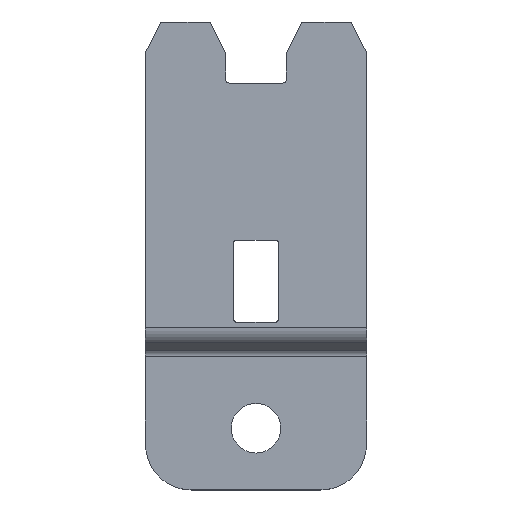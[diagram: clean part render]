
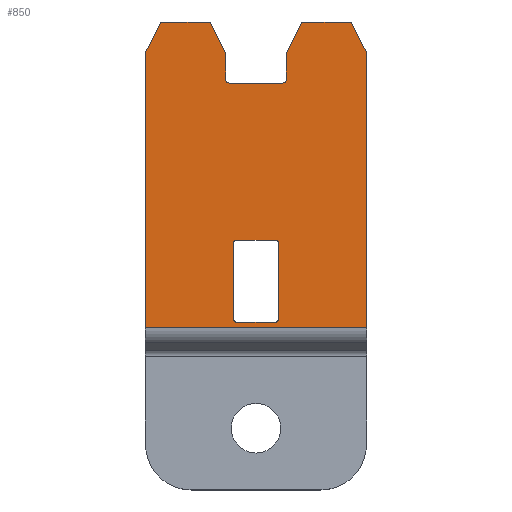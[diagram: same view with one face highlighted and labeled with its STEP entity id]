
A CAD part, top view. The second image highlights one B-rep face of the part: STEP entity #850.
In plain terms, the highlighted planar face has unit normal (0, 0, 1).
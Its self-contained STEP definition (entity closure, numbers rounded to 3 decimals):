
#115=DIRECTION('',(1.,0.,0.));
#116=VECTOR('',#115,29.);
#117=CARTESIAN_POINT('',(-14.5,-11.618,4.002));
#118=LINE('',#117,#116);
#133=DIRECTION('',(0.,1.,0.));
#134=VECTOR('',#133,9.785);
#135=CARTESIAN_POINT('',(-3.,-10.382,4.002));
#136=LINE('',#135,#134);
#137=CARTESIAN_POINT('',(-2.5,-10.382,4.002));
#138=DIRECTION('',(0.,0.,1.));
#139=DIRECTION('',(-1.,0.,0.));
#140=AXIS2_PLACEMENT_3D('',#137,#138,#139);
#142=DIRECTION('',(-1.,0.,0.));
#143=VECTOR('',#142,5.);
#144=CARTESIAN_POINT('',(2.5,-10.882,4.002));
#145=LINE('',#144,#143);
#146=CARTESIAN_POINT('',(2.5,-10.382,4.002));
#147=DIRECTION('',(0.,0.,1.));
#148=DIRECTION('',(0.,-1.,0.));
#149=AXIS2_PLACEMENT_3D('',#146,#147,#148);
#151=DIRECTION('',(0.,-1.,0.));
#152=VECTOR('',#151,9.785);
#153=CARTESIAN_POINT('',(3.,-0.597,4.002));
#154=LINE('',#153,#152);
#155=CARTESIAN_POINT('',(2.5,-0.597,4.002));
#156=DIRECTION('',(0.,0.,1.));
#157=DIRECTION('',(1.,0.,0.));
#158=AXIS2_PLACEMENT_3D('',#155,#156,#157);
#160=DIRECTION('',(1.,0.,0.));
#161=VECTOR('',#160,5.);
#162=CARTESIAN_POINT('',(-2.5,-0.097,4.002));
#163=LINE('',#162,#161);
#164=CARTESIAN_POINT('',(-2.5,-0.597,4.002));
#165=DIRECTION('',(0.,0.,1.));
#166=DIRECTION('',(0.,1.,0.));
#167=AXIS2_PLACEMENT_3D('',#164,#165,#166);
#169=DIRECTION('',(-1.,0.,0.));
#170=VECTOR('',#169,7.);
#171=CARTESIAN_POINT('',(3.5,20.5,4.002));
#172=LINE('',#171,#170);
#173=DIRECTION('',(0.,-1.,0.));
#174=VECTOR('',#173,3.5);
#175=CARTESIAN_POINT('',(4.,24.5,4.002));
#176=LINE('',#175,#174);
#177=DIRECTION('',(-0.447,-0.894,0.));
#178=VECTOR('',#177,4.475);
#179=CARTESIAN_POINT('',(6.001,28.503,4.002));
#180=LINE('',#179,#178);
#181=DIRECTION('',(-1.,0.,0.));
#182=VECTOR('',#181,6.499);
#183=CARTESIAN_POINT('',(12.5,28.503,4.002));
#184=LINE('',#183,#182);
#185=DIRECTION('',(-0.447,0.894,0.));
#186=VECTOR('',#185,4.472);
#187=CARTESIAN_POINT('',(14.5,24.503,4.002));
#188=LINE('',#187,#186);
#189=DIRECTION('',(0.,1.,0.));
#190=VECTOR('',#189,36.121);
#191=CARTESIAN_POINT('',(14.5,-11.618,4.002));
#192=LINE('',#191,#190);
#193=DIRECTION('',(0.,-1.,0.));
#194=VECTOR('',#193,36.121);
#195=CARTESIAN_POINT('',(-14.5,24.503,4.002));
#196=LINE('',#195,#194);
#197=DIRECTION('',(-0.447,-0.894,0.));
#198=VECTOR('',#197,4.472);
#199=CARTESIAN_POINT('',(-12.5,28.503,4.002));
#200=LINE('',#199,#198);
#201=DIRECTION('',(-1.,0.,0.));
#202=VECTOR('',#201,6.499);
#203=CARTESIAN_POINT('',(-6.001,28.503,4.002));
#204=LINE('',#203,#202);
#205=DIRECTION('',(0.447,-0.894,0.));
#206=VECTOR('',#205,4.475);
#207=CARTESIAN_POINT('',(-6.001,28.503,4.002));
#208=LINE('',#207,#206);
#209=DIRECTION('',(0.,1.,0.));
#210=VECTOR('',#209,3.5);
#211=CARTESIAN_POINT('',(-4.,21.,4.002));
#212=LINE('',#211,#210);
#338=CARTESIAN_POINT('',(3.5,21.,4.002));
#339=DIRECTION('',(0.,0.,-1.));
#340=DIRECTION('',(1.,0.,0.));
#341=AXIS2_PLACEMENT_3D('',#338,#339,#340);
#356=CARTESIAN_POINT('',(-3.5,21.,4.002));
#357=DIRECTION('',(0.,0.,-1.));
#358=DIRECTION('',(0.,-1.,0.));
#359=AXIS2_PLACEMENT_3D('',#356,#357,#358);
#493=CARTESIAN_POINT('',(-14.5,-11.618,4.002));
#494=CARTESIAN_POINT('',(14.5,-11.618,4.002));
#495=VERTEX_POINT('',#493);
#496=VERTEX_POINT('',#494);
#517=CARTESIAN_POINT('',(-3.,-10.382,4.002));
#518=CARTESIAN_POINT('',(-3.,-0.597,4.002));
#519=VERTEX_POINT('',#517);
#520=VERTEX_POINT('',#518);
#521=CARTESIAN_POINT('',(-2.5,-0.097,4.002));
#522=VERTEX_POINT('',#521);
#523=CARTESIAN_POINT('',(2.5,-0.097,4.002));
#524=VERTEX_POINT('',#523);
#525=CARTESIAN_POINT('',(3.,-0.597,4.002));
#526=VERTEX_POINT('',#525);
#527=CARTESIAN_POINT('',(3.,-10.382,4.002));
#528=VERTEX_POINT('',#527);
#529=CARTESIAN_POINT('',(2.5,-10.882,4.002));
#530=VERTEX_POINT('',#529);
#531=CARTESIAN_POINT('',(-2.5,-10.882,4.002));
#532=VERTEX_POINT('',#531);
#542=CARTESIAN_POINT('',(-6.001,28.503,4.002));
#544=VERTEX_POINT('',#542);
#551=CARTESIAN_POINT('',(-4.,24.5,4.002));
#552=VERTEX_POINT('',#551);
#553=CARTESIAN_POINT('',(6.001,28.503,4.002));
#554=CARTESIAN_POINT('',(4.,24.5,4.002));
#555=VERTEX_POINT('',#553);
#556=VERTEX_POINT('',#554);
#573=CARTESIAN_POINT('',(14.5,24.503,4.002));
#574=CARTESIAN_POINT('',(12.5,28.503,4.002));
#575=VERTEX_POINT('',#573);
#576=VERTEX_POINT('',#574);
#581=CARTESIAN_POINT('',(-12.5,28.503,4.002));
#582=CARTESIAN_POINT('',(-14.5,24.503,4.002));
#583=VERTEX_POINT('',#581);
#584=VERTEX_POINT('',#582);
#590=CARTESIAN_POINT('',(-4.,21.,4.002));
#592=VERTEX_POINT('',#590);
#594=CARTESIAN_POINT('',(-3.5,20.5,4.002));
#596=VERTEX_POINT('',#594);
#598=CARTESIAN_POINT('',(3.5,20.5,4.002));
#600=VERTEX_POINT('',#598);
#602=CARTESIAN_POINT('',(4.,21.,4.002));
#604=VERTEX_POINT('',#602);
#798=CARTESIAN_POINT('',(14.5,-12.784,4.002));
#799=DIRECTION('',(0.,0.,1.));
#800=DIRECTION('',(1.,0.,0.));
#801=AXIS2_PLACEMENT_3D('',#798,#799,#800);
#802=PLANE('',#801);
#804=ORIENTED_EDGE('',*,*,#803,.F.);
#806=ORIENTED_EDGE('',*,*,#805,.F.);
#808=ORIENTED_EDGE('',*,*,#807,.F.);
#810=ORIENTED_EDGE('',*,*,#809,.F.);
#812=ORIENTED_EDGE('',*,*,#811,.F.);
#814=ORIENTED_EDGE('',*,*,#813,.F.);
#816=ORIENTED_EDGE('',*,*,#815,.F.);
#817=ORIENTED_EDGE('',*,*,#788,.F.);
#819=ORIENTED_EDGE('',*,*,#818,.F.);
#821=ORIENTED_EDGE('',*,*,#820,.F.);
#823=ORIENTED_EDGE('',*,*,#822,.F.);
#825=ORIENTED_EDGE('',*,*,#824,.T.);
#827=ORIENTED_EDGE('',*,*,#826,.F.);
#829=ORIENTED_EDGE('',*,*,#828,.F.);
#830=EDGE_LOOP('',(#804,#806,#808,#810,#812,#814,#816,#817,#819,#821,#823,#825,
#827,#829));
#831=FACE_OUTER_BOUND('',#830,.F.);
#833=ORIENTED_EDGE('',*,*,#832,.F.);
#835=ORIENTED_EDGE('',*,*,#834,.T.);
#837=ORIENTED_EDGE('',*,*,#836,.F.);
#839=ORIENTED_EDGE('',*,*,#838,.T.);
#841=ORIENTED_EDGE('',*,*,#840,.F.);
#843=ORIENTED_EDGE('',*,*,#842,.T.);
#845=ORIENTED_EDGE('',*,*,#844,.F.);
#847=ORIENTED_EDGE('',*,*,#846,.T.);
#848=EDGE_LOOP('',(#833,#835,#837,#839,#841,#843,#845,#847));
#849=FACE_BOUND('',#848,.F.);
#850=ADVANCED_FACE('',(#831,#849),#802,.T.);
#141=CIRCLE('',#140,0.5);
#150=CIRCLE('',#149,0.5);
#159=CIRCLE('',#158,0.5);
#168=CIRCLE('',#167,0.5);
#342=CIRCLE('',#341,0.5);
#360=CIRCLE('',#359,0.5);
#788=EDGE_CURVE('',#495,#496,#118,.T.);
#803=EDGE_CURVE('',#600,#596,#172,.T.);
#805=EDGE_CURVE('',#604,#600,#342,.T.);
#807=EDGE_CURVE('',#556,#604,#176,.T.);
#809=EDGE_CURVE('',#555,#556,#180,.T.);
#811=EDGE_CURVE('',#576,#555,#184,.T.);
#813=EDGE_CURVE('',#575,#576,#188,.T.);
#815=EDGE_CURVE('',#496,#575,#192,.T.);
#818=EDGE_CURVE('',#584,#495,#196,.T.);
#820=EDGE_CURVE('',#583,#584,#200,.T.);
#822=EDGE_CURVE('',#544,#583,#204,.T.);
#824=EDGE_CURVE('',#544,#552,#208,.T.);
#826=EDGE_CURVE('',#592,#552,#212,.T.);
#828=EDGE_CURVE('',#596,#592,#360,.T.);
#832=EDGE_CURVE('',#519,#520,#136,.T.);
#834=EDGE_CURVE('',#519,#532,#141,.T.);
#836=EDGE_CURVE('',#530,#532,#145,.T.);
#838=EDGE_CURVE('',#530,#528,#150,.T.);
#840=EDGE_CURVE('',#526,#528,#154,.T.);
#842=EDGE_CURVE('',#526,#524,#159,.T.);
#844=EDGE_CURVE('',#522,#524,#163,.T.);
#846=EDGE_CURVE('',#522,#520,#168,.T.);
